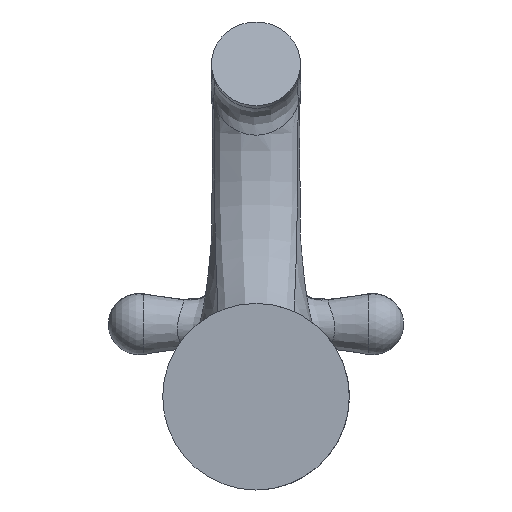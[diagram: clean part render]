
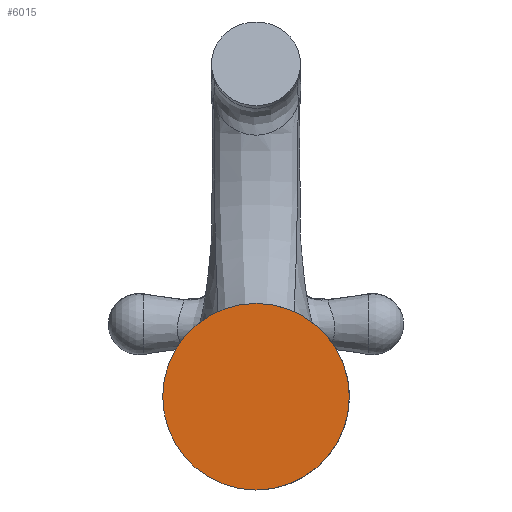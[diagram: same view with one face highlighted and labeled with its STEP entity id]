
A CAD part, front view. The second image highlights one B-rep face of the part: STEP entity #6015.
In plain terms, the highlighted planar face has unit normal (0, -1, 0).
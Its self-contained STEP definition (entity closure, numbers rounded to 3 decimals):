
#644=CARTESIAN_POINT('',(0.,0.,0.));
#645=DIRECTION('',(0.,-1.,0.));
#646=DIRECTION('',(0.,0.,-1.));
#647=AXIS2_PLACEMENT_3D('',#644,#645,#646);
#649=CARTESIAN_POINT('',(0.,0.,0.));
#650=DIRECTION('',(0.,-1.,0.));
#651=DIRECTION('',(0.,0.,1.));
#652=AXIS2_PLACEMENT_3D('',#649,#650,#651);
#2880=CARTESIAN_POINT('',(0.,0.,-22.75));
#2881=VERTEX_POINT('',#2880);
#2882=CARTESIAN_POINT('',(0.,0.,22.75));
#2883=VERTEX_POINT('',#2882);
#6006=CARTESIAN_POINT('',(0.,0.,0.));
#6007=DIRECTION('',(0.,1.,0.));
#6008=DIRECTION('',(0.,0.,1.));
#6009=AXIS2_PLACEMENT_3D('',#6006,#6007,#6008);
#6010=PLANE('',#6009);
#6011=ORIENTED_EDGE('',*,*,#5994,.F.);
#6012=ORIENTED_EDGE('',*,*,#5973,.F.);
#6013=EDGE_LOOP('',(#6011,#6012));
#6014=FACE_OUTER_BOUND('',#6013,.F.);
#6015=ADVANCED_FACE('',(#6014),#6010,.F.);
#648=CIRCLE('',#647,22.75);
#653=CIRCLE('',#652,22.75);
#5973=EDGE_CURVE('',#2883,#2881,#653,.T.);
#5994=EDGE_CURVE('',#2881,#2883,#648,.T.);
